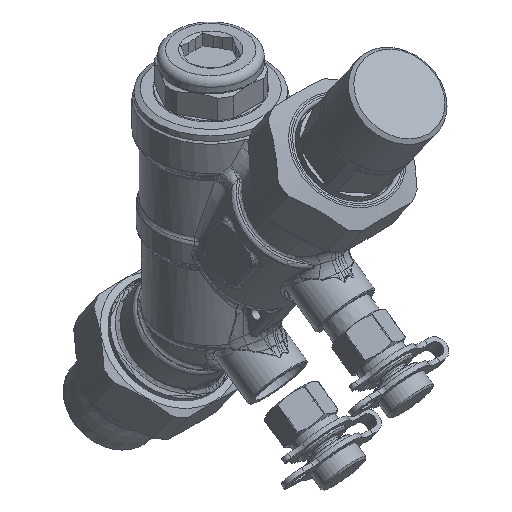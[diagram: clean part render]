
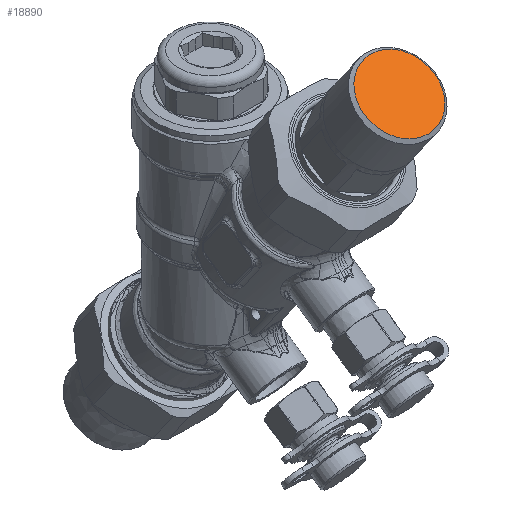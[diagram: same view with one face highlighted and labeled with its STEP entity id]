
A CAD part, isometric view. The second image highlights one B-rep face of the part: STEP entity #18890.
In plain terms, the highlighted planar face has unit normal (0, -0.574, 0.819).
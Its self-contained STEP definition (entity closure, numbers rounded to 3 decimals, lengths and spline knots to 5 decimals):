
#2511=PLANE('',#20260);
#3639=FACE_OUTER_BOUND('',#4824,.T.);
#4824=EDGE_LOOP('',(#16235));
#5665=CIRCLE('',#20255,0.47244);
#8132=VERTEX_POINT('',#139737);
#10842=EDGE_CURVE('',#8132,#8132,#5665,.T.);
#16235=ORIENTED_EDGE('',*,*,#10842,.F.);
#18890=ADVANCED_FACE('',(#3639),#2511,.T.);
#20255=AXIS2_PLACEMENT_3D('',#139738,#23295,#23296);
#20260=AXIS2_PLACEMENT_3D('',#139748,#23307,#23308);
#23295=DIRECTION('center_axis',(0.,0.574,
-0.819));
#23296=DIRECTION('ref_axis',(-1.,0.,0.));
#23307=DIRECTION('center_axis',(0.,-0.574,
0.819));
#23308=DIRECTION('ref_axis',(0.,-0.819,-0.574));
#139737=CARTESIAN_POINT('',(0.47244,-2.5298,1.21316));
#139738=CARTESIAN_POINT('Origin',(0.,-2.5298,
1.21316));
#139748=CARTESIAN_POINT('Origin',(0.,-2.5298,
1.21316));
